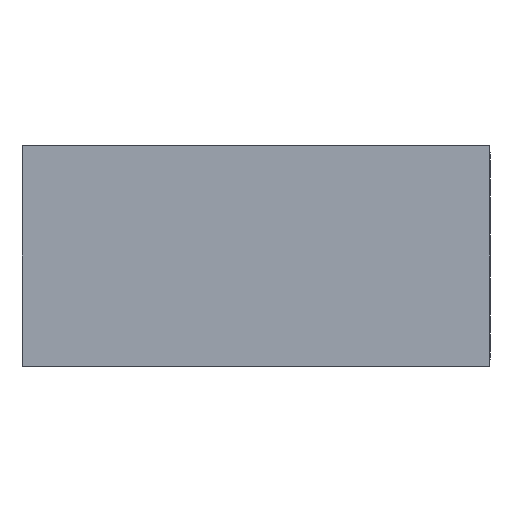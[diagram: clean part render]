
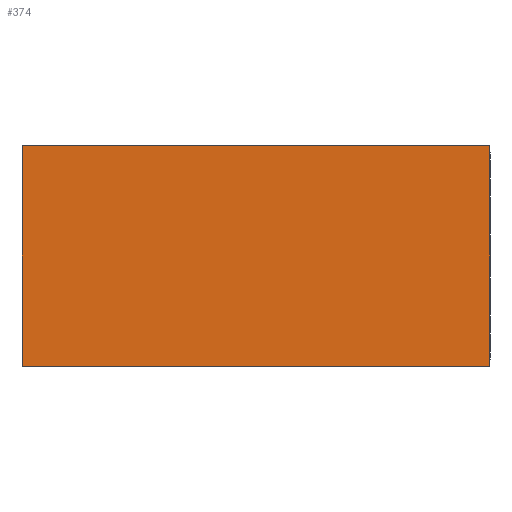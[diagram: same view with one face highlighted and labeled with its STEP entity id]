
A CAD part, front view. The second image highlights one B-rep face of the part: STEP entity #374.
In plain terms, the highlighted planar face has unit normal (0, -1, 0).
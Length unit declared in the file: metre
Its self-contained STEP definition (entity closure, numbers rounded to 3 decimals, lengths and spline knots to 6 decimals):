
#374 = ADVANCED_FACE( 'NONE', ( #805 ), #806, .F. );
#805 = FACE_OUTER_BOUND( '', #1272, .T. );
#806 = PLANE( '', #1273 );
#1272 = EDGE_LOOP( '', ( #2317, #2318, #2319, #2320 ) );
#1273 = AXIS2_PLACEMENT_3D( '', #2321, #2322, #2323 );
#2317 = ORIENTED_EDGE( '', *, *, #2629, .T. );
#2318 = ORIENTED_EDGE( '', *, *, #2974, .F. );
#2319 = ORIENTED_EDGE( '', *, *, #2716, .T. );
#2320 = ORIENTED_EDGE( '', *, *, #2987, .T. );
#2321 = CARTESIAN_POINT( '', ( -0.017, 0., 0.008 ) );
#2322 = DIRECTION( '', ( 0., 1., 0. ) );
#2323 = DIRECTION( '', ( 1., 0., 0. ) );
#2629 = EDGE_CURVE( 'NONE', #3133, #3131, #3134, .T. );
#2716 = EDGE_CURVE( 'NONE', #3277, #3278, #3279, .T. );
#2974 = EDGE_CURVE( 'NONE', #3277, #3131, #3652, .T. );
#2987 = EDGE_CURVE( 'NONE', #3278, #3133, #3668, .T. );
#3131 = VERTEX_POINT( 'NONE', #3913 );
#3133 = VERTEX_POINT( 'NONE', #3916 );
#3134 = LINE( '', #3917, #3918 );
#3277 = VERTEX_POINT( 'NONE', #4254 );
#3278 = VERTEX_POINT( 'NONE', #4255 );
#3279 = LINE( '', #4256, #4257 );
#3652 = LINE( '', #5115, #5116 );
#3668 = LINE( '', #5153, #5154 );
#3913 = CARTESIAN_POINT( '', ( 0.017, 0., 0.008 ) );
#3916 = CARTESIAN_POINT( '', ( 0.017, 0., -0.008 ) );
#3917 = CARTESIAN_POINT( '', ( 0.017, 0., 0.008 ) );
#3918 = VECTOR( '', #5336, 1. );
#4254 = CARTESIAN_POINT( '', ( -0.017, 0., 0.008 ) );
#4255 = CARTESIAN_POINT( '', ( -0.017, 0., -0.008 ) );
#4256 = CARTESIAN_POINT( '', ( -0.017, 0., 0.008 ) );
#4257 = VECTOR( '', #5420, 1. );
#5115 = CARTESIAN_POINT( '', ( -0.017, 0., 0.008 ) );
#5116 = VECTOR( '', #5658, 1. );
#5153 = CARTESIAN_POINT( '', ( -0.017, 0., -0.008 ) );
#5154 = VECTOR( '', #5667, 1. );
#5336 = DIRECTION( '', ( 0., 0., 1. ) );
#5420 = DIRECTION( '', ( 0., 0., -1. ) );
#5658 = DIRECTION( '', ( 1., 0., 0. ) );
#5667 = DIRECTION( '', ( 1., 0., 0. ) );
